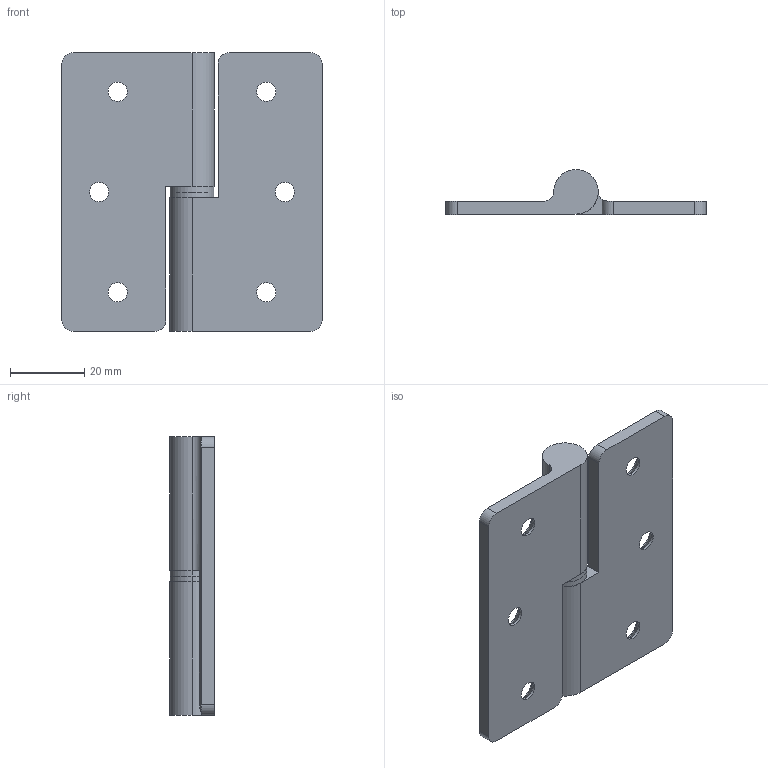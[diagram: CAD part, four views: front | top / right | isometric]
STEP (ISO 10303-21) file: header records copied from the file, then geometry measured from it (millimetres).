
FILE_DESCRIPTION (( 'STEP AP203' ), '1' );
FILE_NAME ('B-267-2-R.STEP', '2011-10-11T05:18:16', ( '' ), ( '' ), 'SwSTEP 2.0', 'SolidWorks 2011', '' );
FILE_SCHEMA (( 'CONFIG_CONTROL_DESIGN' ));
Length unit declared in the file: millimetre
Products named in the file (6): B-267-2-R僽僢僔儏B_; B-267-2-R僽僢僔儏A_; B-267-2-Rピン_; B-267-2-R僸儞僕B_; B-267-2-R僸儞僕A_; B-267-2-R
Assembly tree (5 placements, depth 2):
  B-267-2-R
    B-267-2-R僽僢僔儏B_
    B-267-2-R僽僢僔儏A_
    B-267-2-Rピン_
    B-267-2-R僸儞僕B_
    B-267-2-R僸儞僕A_
Bounding box: 70 x 12 x 75 mm (x, y, z)
Volume: 22800.3 mm3; surface area: 17329.7 mm2
Topology: 5 solids, 5 shells, 99 faces, 221 edges, 138 vertices
Faces by surface type: cylinder 57, plane 26, cone 12, torus 4
Entity records: 3451 total; most frequent: DIRECTION 555, CARTESIAN_POINT 484, ORIENTED_EDGE 442, AXIS2_PLACEMENT_3D 229, EDGE_CURVE 221, VERTEX_POINT 138, CIRCLE 122, EDGE_LOOP 121
